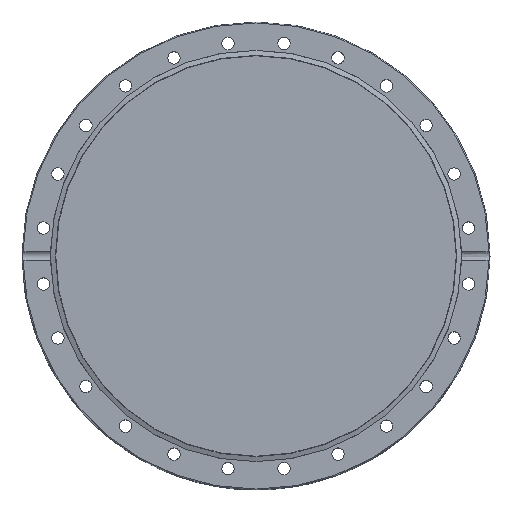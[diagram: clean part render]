
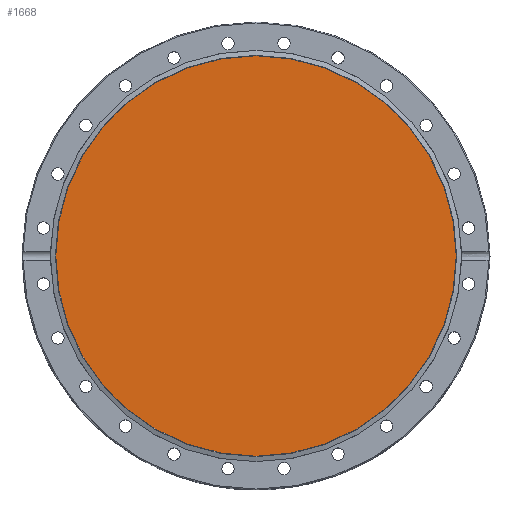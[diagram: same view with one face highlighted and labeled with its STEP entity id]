
A CAD part, top view. The second image highlights one B-rep face of the part: STEP entity #1668.
In plain terms, the highlighted planar face has unit normal (0, 0, 1).
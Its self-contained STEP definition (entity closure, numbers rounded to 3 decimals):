
#1645=CARTESIAN_POINT('',(0.0,-108.232,23.8));
#1646=VERTEX_POINT('',#1645);
#1647=CARTESIAN_POINT('',(0.0,0.,23.8));
#1648=DIRECTION('',(0.0,0.0,-1.0));
#1649=DIRECTION('',(0.0,-1.0,0.0));
#1650=AXIS2_PLACEMENT_3D('',#1647,#1648,#1649);
#1651=CIRCLE('',#1650,108.232);
#1652=EDGE_CURVE('',#1646,#1646,#1651,.T.);
#1660=CARTESIAN_POINT('',(0.0,-54.116,23.8));
#1661=DIRECTION('',(0.0,0.0,-1.0));
#1662=DIRECTION('',(-1.0,0.0,0.0));
#1663=AXIS2_PLACEMENT_3D('',#1660,#1661,#1662);
#1664=PLANE('',#1663);
#1665=ORIENTED_EDGE('',*,*,#1652,.F.);
#1666=EDGE_LOOP('',(#1665));
#1667=FACE_OUTER_BOUND('',#1666,.T.);
#1668=ADVANCED_FACE('',(#1667),#1664,.F.);
